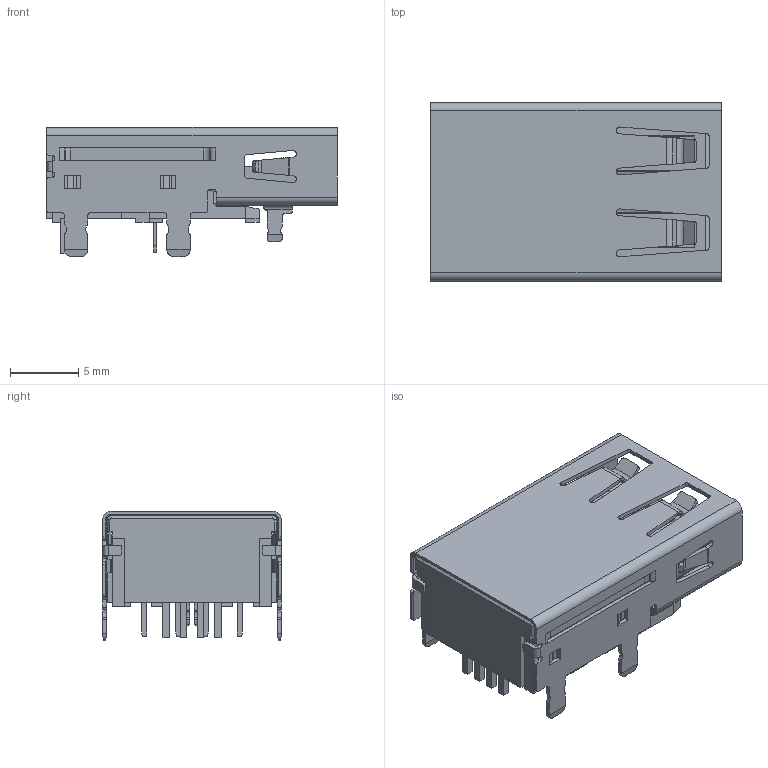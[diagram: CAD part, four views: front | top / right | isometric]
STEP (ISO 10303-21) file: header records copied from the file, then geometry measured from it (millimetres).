
FILE_DESCRIPTION (( 'STEP AP203' ), '1' );
FILE_NAME ('54-00266_revA.STEP', '2020-11-18T17:39:17', ( '' ), ( '' ), 'SwSTEP 2.0', 'SolidWorks 2015', '' );
FILE_SCHEMA (( 'CONFIG_CONTROL_DESIGN' ));
Length unit declared in the file: millimetre
Products named in the file (12): LED-COVER_20_1; LED-FOOT_5_1_1; LED-HOUSING_2_1; LED-FOOT_5_4; 54-00266_pin; 54-00266_insulator; 54-00266_revA; 54-00266_LED; 54-00266_LED holder; 54-00266_shell; LED-FOOT_5_3_1; LED-FOOT_5_2_1
Assembly tree (14 placements, depth 3):
  54-00266_revA
    54-00266_insulator
    54-00266_pin  x4
    54-00266_LED holder
    54-00266_LED
      LED-HOUSING_2_1
      LED-FOOT_5_4
      LED-FOOT_5_1_1
      LED-FOOT_5_2_1
      LED-FOOT_5_3_1
    LED-COVER_20_1
    54-00266_shell
Bounding box: 21.3 x 13.1 x 9.46 mm (x, y, z)
Volume: 1045.4 mm3; surface area: 3470.5 mm2
Topology: 13 solids, 13 shells, 1433 faces, 4004 edges, 2582 vertices
Faces by surface type: plane 943, cylinder 430, bspline 48, cone 12
Entity records: 39231 total; most frequent: CARTESIAN_POINT 8968, ORIENTED_EDGE 6328, DIRECTION 5651, EDGE_CURVE 3164, LINE 2421, VECTOR 2421, VERTEX_POINT 2024, AXIS2_PLACEMENT_3D 1615
